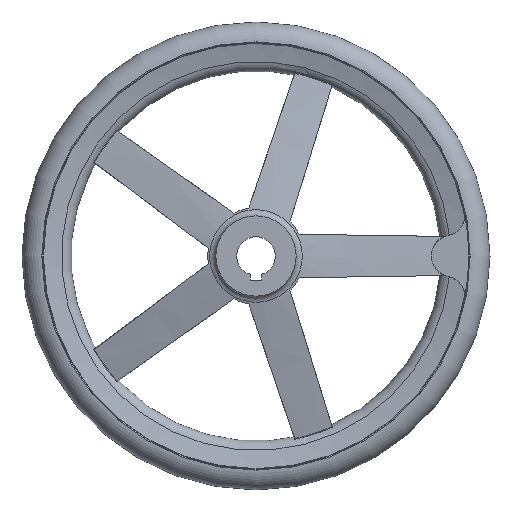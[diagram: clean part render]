
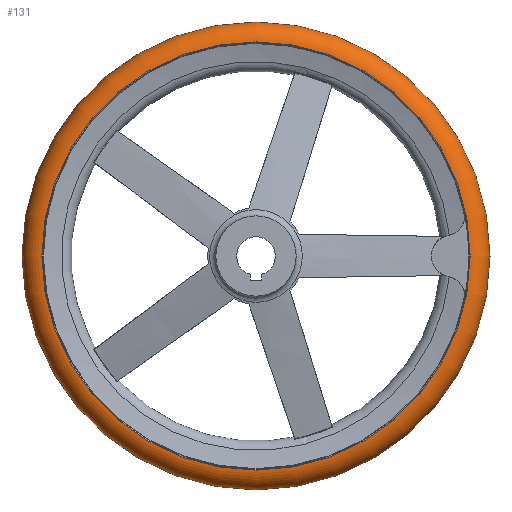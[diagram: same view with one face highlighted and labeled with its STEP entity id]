
A CAD part, front view. The second image highlights one B-rep face of the part: STEP entity #131.
In plain terms, the highlighted toroidal (fillet/blend) face has major radius 143.5 mm and minor radius 14 mm.
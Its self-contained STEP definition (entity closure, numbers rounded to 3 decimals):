
#131 = ADVANCED_FACE( '', ( #302, #303, #304 ), #305, .T. );
#302 = FACE_BOUND( '', #517, .T. );
#303 = FACE_OUTER_BOUND( '', #518, .T. );
#304 = FACE_OUTER_BOUND( '', #519, .T. );
#305 = TOROIDAL_SURFACE( '', #520, 143.5, 14. );
#517 = VERTEX_LOOP( '', #887 );
#518 = EDGE_LOOP( '', ( #888 ) );
#519 = EDGE_LOOP( '', ( #889 ) );
#520 = AXIS2_PLACEMENT_3D( '', #890, #891, #892 );
#887 = VERTEX_POINT( '', #1364 );
#888 = ORIENTED_EDGE( '', *, *, #1303, .T. );
#889 = ORIENTED_EDGE( '', *, *, #1365, .F. );
#890 = CARTESIAN_POINT( '', ( 0., 42., 0. ) );
#891 = DIRECTION( '', ( 0., -1., 0. ) );
#892 = DIRECTION( '', ( 0., 0., -1. ) );
#1303 = EDGE_CURVE( '', #1568, #1568, #1569, .T. );
#1364 = CARTESIAN_POINT( '', ( 0., 42., -157.5 ) );
#1365 = EDGE_CURVE( '', #1668, #1668, #1669, .T. );
#1568 = VERTEX_POINT( '', #2096 );
#1569 = CIRCLE( '', #2097, 144.083 );
#1668 = VERTEX_POINT( '', #2397 );
#1669 = CIRCLE( '', #2398, 144.083 );
#2096 = CARTESIAN_POINT( '', ( 0., 55.988, -144.083 ) );
#2097 = AXIS2_PLACEMENT_3D( '', #2912, #2913, #2914 );
#2397 = CARTESIAN_POINT( '', ( 0., 28.012, -144.083 ) );
#2398 = AXIS2_PLACEMENT_3D( '', #2993, #2994, #2995 );
#2912 = CARTESIAN_POINT( '', ( 0., 55.988, 0. ) );
#2913 = DIRECTION( '', ( 0., -1., 0. ) );
#2914 = DIRECTION( '', ( 0., 0., -1. ) );
#2993 = CARTESIAN_POINT( '', ( 0., 28.012, 0. ) );
#2994 = DIRECTION( '', ( 0., -1., 0. ) );
#2995 = DIRECTION( '', ( 0., 0., -1. ) );
